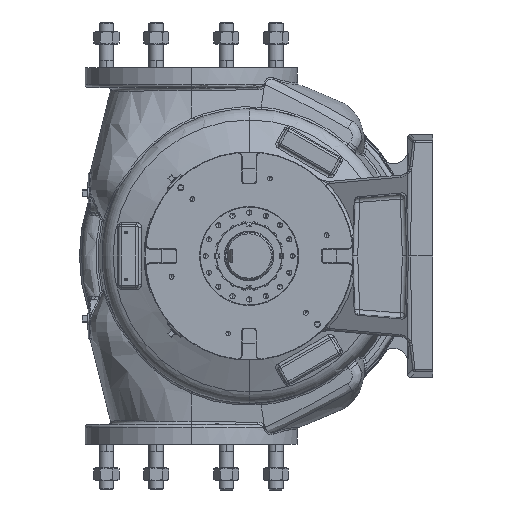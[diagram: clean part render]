
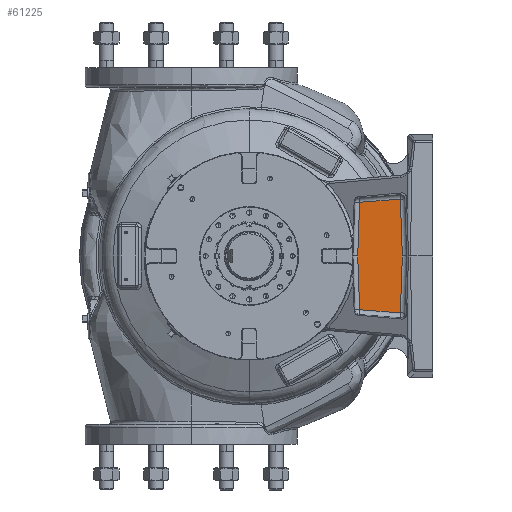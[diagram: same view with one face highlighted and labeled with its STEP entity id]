
A CAD part, left-side view. The second image highlights one B-rep face of the part: STEP entity #61225.
In plain terms, the highlighted planar face has unit normal (-1, 0, 0).
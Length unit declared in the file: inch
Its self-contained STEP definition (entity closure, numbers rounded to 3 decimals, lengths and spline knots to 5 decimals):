
#2505 = CARTESIAN_POINT ( 'NONE',  ( -26.0625, -5.72297, 2.7819 ) ) ;
#5054 = DIRECTION ( 'NONE',  ( 0., 0., -1. ) ) ;
#10836 = CARTESIAN_POINT ( 'NONE',  ( -26.0625, -7.93526, 0. ) ) ;
#16832 = CARTESIAN_POINT ( 'NONE',  ( -26.0625, -7.82336, -3.20439 ) ) ;
#21977 = LINE ( 'NONE', #26862, #106735 ) ;
#24198 = VECTOR ( 'NONE', #29903, 39.37008 ) ;
#26862 = CARTESIAN_POINT ( 'NONE',  ( -26.0625, -5.50437, -2.76469 ) ) ;
#29903 = DIRECTION ( 'NONE',  ( 0., -0.035, -0.999 ) ) ;
#33991 = CARTESIAN_POINT ( 'NONE',  ( -26.0625, -5.62552, 0.00857 ) ) ;
#39805 = ORIENTED_EDGE ( 'NONE', *, *, #95224, .F. ) ;
#46963 = ORIENTED_EDGE ( 'NONE', *, *, #96470, .F. ) ;
#49252 = VERTEX_POINT ( 'NONE', #144593 ) ;
#51117 = AXIS2_PLACEMENT_3D ( 'NONE', #131494, #100654, #5054 ) ;
#61225 = ADVANCED_FACE ( 'NONE', ( #203425 ), #84679, .F. ) ;
#62199 = VERTEX_POINT ( 'NONE', #2505 ) ;
#64104 = CARTESIAN_POINT ( 'NONE',  ( -26.0625, -9.44304, -43.17717 ) ) ;
#64832 = CARTESIAN_POINT ( 'NONE',  ( -26.0625, -2.33894, 2.51557 ) ) ;
#65254 = LINE ( 'NONE', #64832, #149084 ) ;
#65440 = DIRECTION ( 'NONE',  ( 0., 0.035, 0.999 ) ) ;
#65514 = DIRECTION ( 'NONE',  ( 0., -0.997, 0.078 ) ) ;
#68682 = VERTEX_POINT ( 'NONE', #10836 ) ;
#70490 = VERTEX_POINT ( 'NONE', #92643 ) ;
#74306 = EDGE_LOOP ( 'NONE', ( #173550, #149219, #39805, #120334, #123360, #46963 ) ) ;
#75285 = CARTESIAN_POINT ( 'NONE',  ( -26.0625, -4.11601, -43.23548 ) ) ;
#80436 = VERTEX_POINT ( 'NONE', #201896 ) ;
#84679 = PLANE ( 'NONE',  #51117 ) ;
#92643 = CARTESIAN_POINT ( 'NONE',  ( -26.0625, -5.62582, 0. ) ) ;
#94336 = EDGE_CURVE ( 'NONE', #62199, #110001, #65254, .T. ) ;
#94968 = EDGE_CURVE ( 'NONE', #70490, #62199, #141444, .T. ) ;
#95224 = EDGE_CURVE ( 'NONE', #49252, #70490, #158391, .T. ) ;
#95555 = EDGE_CURVE ( 'NONE', #80436, #49252, #21977, .T. ) ;
#96205 = EDGE_CURVE ( 'NONE', #68682, #80436, #96415, .T. ) ;
#96415 = LINE ( 'NONE', #16832, #133195 ) ;
#96470 = EDGE_CURVE ( 'NONE', #110001, #68682, #145609, .T. ) ;
#99577 = VECTOR ( 'NONE', #65440, 39.37008 ) ;
#99773 = VECTOR ( 'NONE', #185391, 39.37008 ) ;
#100654 = DIRECTION ( 'NONE',  ( 1., 0., 0. ) ) ;
#106735 = VECTOR ( 'NONE', #137689, 39.37008 ) ;
#110001 = VERTEX_POINT ( 'NONE', #177663 ) ;
#120334 = ORIENTED_EDGE ( 'NONE', *, *, #95555, .F. ) ;
#123360 = ORIENTED_EDGE ( 'NONE', *, *, #96205, .F. ) ;
#127877 = DIRECTION ( 'NONE',  ( 0., 0.035, -0.999 ) ) ;
#131494 = CARTESIAN_POINT ( 'NONE',  ( -26.0625, -5.94465, -43.29934 ) ) ;
#133195 = VECTOR ( 'NONE', #127877, 39.37008 ) ;
#137689 = DIRECTION ( 'NONE',  ( 0., 0.997, 0.078 ) ) ;
#141444 = LINE ( 'NONE', #75285, #99773 ) ;
#144593 = CARTESIAN_POINT ( 'NONE',  ( -26.0625, -5.72297, -2.7819 ) ) ;
#145609 = LINE ( 'NONE', #64104, #24198 ) ;
#149084 = VECTOR ( 'NONE', #65514, 39.37008 ) ;
#149219 = ORIENTED_EDGE ( 'NONE', *, *, #94968, .F. ) ;
#158391 = LINE ( 'NONE', #33991, #99577 ) ;
#173550 = ORIENTED_EDGE ( 'NONE', *, *, #94336, .F. ) ;
#177663 = CARTESIAN_POINT ( 'NONE',  ( -26.0625, -7.83231, 2.94791 ) ) ;
#185391 = DIRECTION ( 'NONE',  ( 0., -0.035, 0.999 ) ) ;
#201896 = CARTESIAN_POINT ( 'NONE',  ( -26.0625, -7.83231, -2.94791 ) ) ;
#203425 = FACE_OUTER_BOUND ( 'NONE', #74306, .T. ) ;
